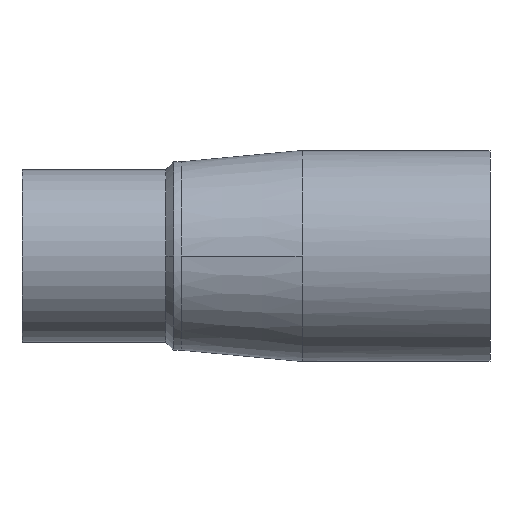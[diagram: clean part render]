
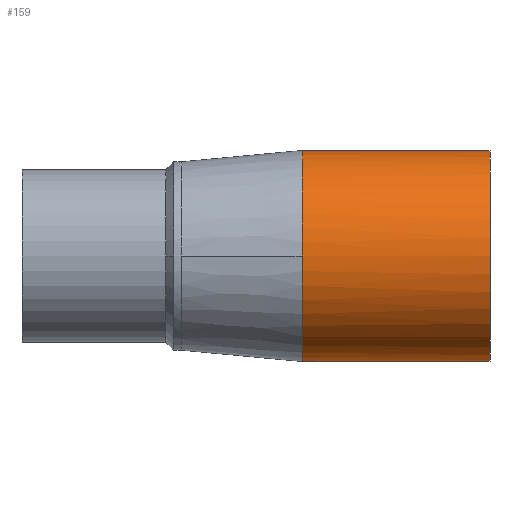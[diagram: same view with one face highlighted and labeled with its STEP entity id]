
A CAD part, front view. The second image highlights one B-rep face of the part: STEP entity #159.
In plain terms, the highlighted cylindrical face has radius 55 mm (diameter 110 mm), a partial arc.
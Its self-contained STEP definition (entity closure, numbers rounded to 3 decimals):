
#145 = VERTEX_POINT( '', #360 );
#159 = ADVANCED_FACE( '', ( #377 ), #378, .T. );
#169 = EDGE_CURVE( '', #257, #145, #389, .T. );
#187 = VERTEX_POINT( '', #408 );
#209 = EDGE_CURVE( '', #253, #187, #433, .T. );
#213 = VERTEX_POINT( '', #437 );
#241 = EDGE_CURVE( '', #145, #213, #470, .T. );
#249 = EDGE_CURVE( '', #213, #253, #479, .T. );
#253 = VERTEX_POINT( '', #483 );
#257 = VERTEX_POINT( '', #487 );
#283 = EDGE_CURVE( '', #187, #257, #514, .T. );
#360 = CARTESIAN_POINT( '', ( 244., 0., -55. ) );
#377 = FACE_OUTER_BOUND( '', #668, .T. );
#378 = CYLINDRICAL_SURFACE( '', #669, 55. );
#389 = LINE( '', #686, #687 );
#408 = CARTESIAN_POINT( '', ( 146., -55., 0. ) );
#433 = B_SPLINE_CURVE_WITH_KNOTS( '', 3, ( #1030, #1031, #1032, #1033, #1034, #1035, #1036, #1037, #1038, #1039, #1040 ), .UNSPECIFIED., .F., .F., ( 4, 1, 1, 1, 1, 1, 1, 1, 4 ), ( 1.571, 1.767, 1.963, 2.16, 2.356, 2.553, 2.749, 2.945, 3.142 ), .UNSPECIFIED. );
#437 = CARTESIAN_POINT( '', ( 244., 0., 55. ) );
#470 = CIRCLE( '', #1650, 55. );
#479 = LINE( '', #1934, #1935 );
#483 = CARTESIAN_POINT( '', ( 146., 0., 55. ) );
#487 = CARTESIAN_POINT( '', ( 146., 0., -55. ) );
#514 = B_SPLINE_CURVE_WITH_KNOTS( '', 3, ( #1980, #1981, #1982, #1983, #1984, #1985, #1986, #1987, #1988, #1989, #1990 ), .UNSPECIFIED., .F., .F., ( 4, 1, 1, 1, 1, 1, 1, 1, 4 ), ( 3.142, 3.338, 3.534, 3.731, 3.927, 4.123, 4.32, 4.516, 4.712 ), .UNSPECIFIED. );
#668 = EDGE_LOOP( '', ( #2161, #2162, #2163, #2164, #2165 ) );
#669 = AXIS2_PLACEMENT_3D( '', #2166, #2167, #2168 );
#686 = CARTESIAN_POINT( '', ( 146., 0., -55. ) );
#687 = VECTOR( '', #2181, 1. );
#1030 = CARTESIAN_POINT( '', ( 146., 0., 55. ) );
#1031 = CARTESIAN_POINT( '', ( 146., -3.6, 55. ) );
#1032 = CARTESIAN_POINT( '', ( 146., -10.799, 54.291 ) );
#1033 = CARTESIAN_POINT( '', ( 146., -21.183, 51.141 ) );
#1034 = CARTESIAN_POINT( '', ( 146., -30.753, 46.026 ) );
#1035 = CARTESIAN_POINT( '', ( 146., -39.142, 39.142 ) );
#1036 = CARTESIAN_POINT( '', ( 146., -46.026, 30.753 ) );
#1037 = CARTESIAN_POINT( '', ( 146., -51.141, 21.183 ) );
#1038 = CARTESIAN_POINT( '', ( 146., -54.291, 10.799 ) );
#1039 = CARTESIAN_POINT( '', ( 146., -55., 3.6 ) );
#1040 = CARTESIAN_POINT( '', ( 146., -55., 0. ) );
#1650 = AXIS2_PLACEMENT_3D( '', #2266, #2267, #2268 );
#1934 = CARTESIAN_POINT( '', ( 146., 0., 55. ) );
#1935 = VECTOR( '', #2276, 1. );
#1980 = CARTESIAN_POINT( '', ( 146., -55., 0. ) );
#1981 = CARTESIAN_POINT( '', ( 146., -55., -3.6 ) );
#1982 = CARTESIAN_POINT( '', ( 146., -54.291, -10.799 ) );
#1983 = CARTESIAN_POINT( '', ( 146., -51.141, -21.183 ) );
#1984 = CARTESIAN_POINT( '', ( 146., -46.026, -30.753 ) );
#1985 = CARTESIAN_POINT( '', ( 146., -39.142, -39.142 ) );
#1986 = CARTESIAN_POINT( '', ( 146., -30.753, -46.026 ) );
#1987 = CARTESIAN_POINT( '', ( 146., -21.183, -51.141 ) );
#1988 = CARTESIAN_POINT( '', ( 146., -10.799, -54.291 ) );
#1989 = CARTESIAN_POINT( '', ( 146., -3.6, -55. ) );
#1990 = CARTESIAN_POINT( '', ( 146., 0., -55. ) );
#2161 = ORIENTED_EDGE( '', *, *, #169, .T. );
#2162 = ORIENTED_EDGE( '', *, *, #241, .T. );
#2163 = ORIENTED_EDGE( '', *, *, #249, .T. );
#2164 = ORIENTED_EDGE( '', *, *, #209, .T. );
#2165 = ORIENTED_EDGE( '', *, *, #283, .T. );
#2166 = CARTESIAN_POINT( '', ( 146., 0., 0. ) );
#2167 = DIRECTION( '', ( -1., 0., 0. ) );
#2168 = DIRECTION( '', ( 0., 0., -1. ) );
#2181 = DIRECTION( '', ( 1., 0., 0. ) );
#2266 = CARTESIAN_POINT( '', ( 244., 0., 0. ) );
#2267 = DIRECTION( '', ( -1., 0., 0. ) );
#2268 = DIRECTION( '', ( 0., 0., -1. ) );
#2276 = DIRECTION( '', ( -1., 0., 0. ) );
